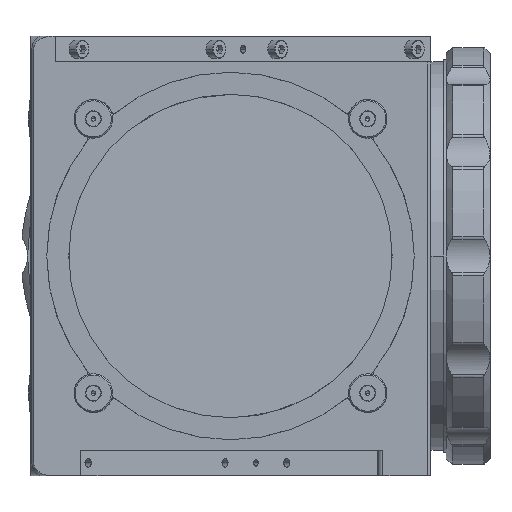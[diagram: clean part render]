
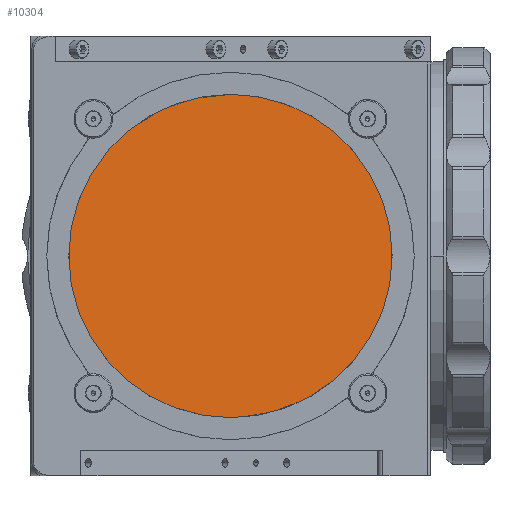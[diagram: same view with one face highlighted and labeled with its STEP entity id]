
A CAD part, left-side view. The second image highlights one B-rep face of the part: STEP entity #10304.
In plain terms, the highlighted planar face has unit normal (-0.707, -0.707, 0).
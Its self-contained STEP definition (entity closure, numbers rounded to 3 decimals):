
#249 = VERTEX_POINT ( 'NONE', #11687 ) ;
#572 = ORIENTED_EDGE ( 'NONE', *, *, #1363, .T. ) ;
#642 = PLANE ( 'NONE',  #9790 ) ;
#767 = VECTOR ( 'NONE', #10674, 1000. ) ;
#1363 = EDGE_CURVE ( 'NONE', #14927, #18285, #16561, .T. ) ;
#1742 = DIRECTION ( 'NONE',  ( 0., 0., 1. ) ) ;
#2185 = DIRECTION ( 'NONE',  ( 0., 0., -1. ) ) ;
#2484 = CARTESIAN_POINT ( 'NONE',  ( 66.008, -66.008, -68.9 ) ) ;
#2748 = EDGE_LOOP ( 'NONE', ( #572, #4271, #15831, #14488 ) ) ;
#3394 = CARTESIAN_POINT ( 'NONE',  ( 66.008, -66.008, -68.9 ) ) ;
#3762 = CARTESIAN_POINT ( 'NONE',  ( -66.008, 66.008, 68.9 ) ) ;
#4042 = FACE_OUTER_BOUND ( 'NONE', #2748, .T. ) ;
#4271 = ORIENTED_EDGE ( 'NONE', *, *, #10812, .T. ) ;
#4853 = VECTOR ( 'NONE', #1742, 1000. ) ;
#8633 = DIRECTION ( 'NONE',  ( 0.707, -0.707, 0. ) ) ;
#9307 = CARTESIAN_POINT ( 'NONE',  ( 66.008, -66.008, 68.9 ) ) ;
#9465 = EDGE_CURVE ( 'NONE', #249, #14927, #15725, .T. ) ;
#9790 = AXIS2_PLACEMENT_3D ( 'NONE', #17909, #18010, #19446 ) ;
#10289 = LINE ( 'NONE', #2484, #11665 ) ;
#10304 = ADVANCED_FACE ( 'NONE', ( #4042 ), #642, .F. ) ;
#10674 = DIRECTION ( 'NONE',  ( -0.707, 0.707, 0. ) ) ;
#10812 = EDGE_CURVE ( 'NONE', #18285, #17755, #13320, .T. ) ;
#11665 = VECTOR ( 'NONE', #8633, 1000. ) ;
#11687 = CARTESIAN_POINT ( 'NONE',  ( 66.008, -66.008, -68.9 ) ) ;
#12538 = CARTESIAN_POINT ( 'NONE',  ( -66.008, 66.008, -68.9 ) ) ;
#13320 = LINE ( 'NONE', #17114, #19658 ) ;
#14488 = ORIENTED_EDGE ( 'NONE', *, *, #9465, .T. ) ;
#14927 = VERTEX_POINT ( 'NONE', #9307 ) ;
#15725 = LINE ( 'NONE', #3394, #4853 ) ;
#15831 = ORIENTED_EDGE ( 'NONE', *, *, #17624, .T. ) ;
#16561 = LINE ( 'NONE', #18198, #767 ) ;
#17114 = CARTESIAN_POINT ( 'NONE',  ( -66.008, 66.008, -68.9 ) ) ;
#17624 = EDGE_CURVE ( 'NONE', #17755, #249, #10289, .T. ) ;
#17755 = VERTEX_POINT ( 'NONE', #12538 ) ;
#17909 = CARTESIAN_POINT ( 'NONE',  ( 0., 0., 0. ) ) ;
#18010 = DIRECTION ( 'NONE',  ( 0.707, 0.707, 0. ) ) ;
#18198 = CARTESIAN_POINT ( 'NONE',  ( 66.008, -66.008, 68.9 ) ) ;
#18285 = VERTEX_POINT ( 'NONE', #3762 ) ;
#19446 = DIRECTION ( 'NONE',  ( 0., 0., -1. ) ) ;
#19658 = VECTOR ( 'NONE', #2185, 1000. ) ;
